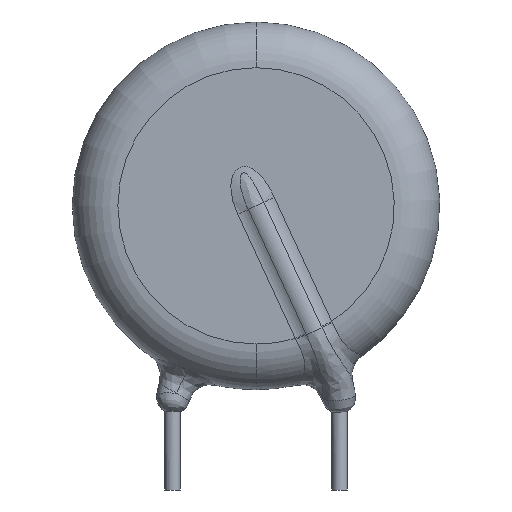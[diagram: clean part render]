
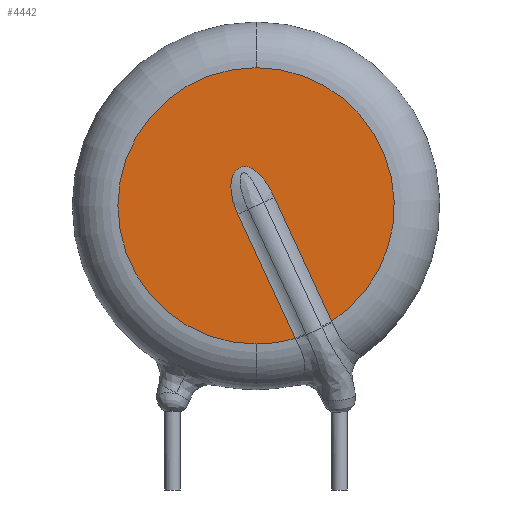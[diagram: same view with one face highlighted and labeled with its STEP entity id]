
A CAD part, front view. The second image highlights one B-rep face of the part: STEP entity #4442.
In plain terms, the highlighted planar face has unit normal (0, -1, 0).
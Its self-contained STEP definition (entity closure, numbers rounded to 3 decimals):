
#117 = CARTESIAN_POINT ( 'NONE',  ( -0.845, -2.05, 10.909 ) ) ;
#473 = LINE ( 'NONE', #9725, #2907 ) ;
#763 = CARTESIAN_POINT ( 'NONE',  ( 1.763, -2.05, 3.306 ) ) ;
#1133 = VERTEX_POINT ( 'NONE', #763 ) ;
#1290 = CARTESIAN_POINT ( 'NONE',  ( -1.14, -2.05, 10.129 ) ) ;
#1434 = CARTESIAN_POINT ( 'NONE',  ( 0., -2.05, 9.25 ) ) ;
#1454 = CARTESIAN_POINT ( 'NONE',  ( -0.3, -2.05, 10.984 ) ) ;
#1663 = FACE_OUTER_BOUND ( 'NONE', #2850, .T. ) ;
#1676 = CIRCLE ( 'NONE', #13132, 6.2 ) ;
#2140 = DIRECTION ( 'NONE',  ( 0., 0., 1. ) ) ;
#2607 = ORIENTED_EDGE ( 'NONE', *, *, #6286, .F. ) ;
#2663 = EDGE_CURVE ( 'NONE', #13610, #3442, #8121, .T. ) ;
#2747 = AXIS2_PLACEMENT_3D ( 'NONE', #16398, #16489, #2140 ) ;
#2850 = EDGE_LOOP ( 'NONE', ( #12219, #14920, #11590, #11451, #9403, #2607 ) ) ;
#2907 = VECTOR ( 'NONE', #3159, 1000. ) ;
#2967 = CARTESIAN_POINT ( 'NONE',  ( -0.964, -2.05, 9.215 ) ) ;
#3159 = DIRECTION ( 'NONE',  ( -0.421, 0., 0.907 ) ) ;
#3419 = CARTESIAN_POINT ( 'NONE',  ( 0., -2.05, 15.45 ) ) ;
#3442 = VERTEX_POINT ( 'NONE', #11964 ) ;
#4126 = CIRCLE ( 'NONE', #2747, 6.2 ) ;
#4199 = CARTESIAN_POINT ( 'NONE',  ( 0.818, -2.05, 9.629 ) ) ;
#4442 = ADVANCED_FACE ( 'NONE', ( #1663 ), #9002, .F. ) ;
#5220 = CARTESIAN_POINT ( 'NONE',  ( -1.056, -2.05, 10.593 ) ) ;
#5317 = CARTESIAN_POINT ( 'NONE',  ( -0.68, -2.05, 11.001 ) ) ;
#5412 = AXIS2_PLACEMENT_3D ( 'NONE', #6232, #12873, #10128 ) ;
#5482 = CARTESIAN_POINT ( 'NONE',  ( -0.897, -2.05, 9.041 ) ) ;
#6232 = CARTESIAN_POINT ( 'NONE',  ( 0., -2.05, 9.25 ) ) ;
#6286 = EDGE_CURVE ( 'NONE', #7395, #7065, #1676, .T. ) ;
#6758 = CARTESIAN_POINT ( 'NONE',  ( 0., -2.05, 3.05 ) ) ;
#7013 = EDGE_CURVE ( 'NONE', #1133, #7395, #4126, .T. ) ;
#7065 = VERTEX_POINT ( 'NONE', #3419 ) ;
#7261 = CARTESIAN_POINT ( 'NONE',  ( 3.398, -2.05, 4.064 ) ) ;
#7395 = VERTEX_POINT ( 'NONE', #6758 ) ;
#7743 = EDGE_CURVE ( 'NONE', #7065, #14353, #15779, .T. ) ;
#7845 = CARTESIAN_POINT ( 'NONE',  ( 0.818, -2.05, 9.629 ) ) ;
#7928 = CARTESIAN_POINT ( 'NONE',  ( -1.108, -2.05, 9.753 ) ) ;
#8071 = DIRECTION ( 'NONE',  ( 0., 1., 0. ) ) ;
#8095 = CARTESIAN_POINT ( 'NONE',  ( -0.583, -2.05, 11.022 ) ) ;
#8121 = B_SPLINE_CURVE_WITH_KNOTS ( 'NONE', 3,
 ( #14674, #5482, #2967, #8177, #7928, #1290, #10639, #5220, #11762, #13149, #117, #5317, #8095, #13323, #1454, #10383, #15615, #15783, #9111, #14336, #11850, #7845 ),
 .UNSPECIFIED., .F., .F.,
 ( 4, 2, 2, 2, 2, 2, 2, 2, 2, 2, 4 ),
 ( 0., 0.001, 0.001, 0.002, 0.002, 0.002, 0.003, 0.003, 0.003, 0.004, 0.004 ),
 .UNSPECIFIED. ) ;
#8177 = CARTESIAN_POINT ( 'NONE',  ( -1.069, -2.05, 9.571 ) ) ;
#8675 = EDGE_CURVE ( 'NONE', #1133, #13610, #473, .T. ) ;
#9002 = PLANE ( 'NONE',  #5412 ) ;
#9111 = CARTESIAN_POINT ( 'NONE',  ( 0.456, -2.05, 10.291 ) ) ;
#9116 = EDGE_CURVE ( 'NONE', #3442, #14353, #12118, .T. ) ;
#9403 = ORIENTED_EDGE ( 'NONE', *, *, #7743, .F. ) ;
#9725 = CARTESIAN_POINT ( 'NONE',  ( -0.818, -2.05, 8.871 ) ) ;
#9828 = DIRECTION ( 'NONE',  ( 0., 1., 0. ) ) ;
#10128 = DIRECTION ( 'NONE',  ( 0., 0., 1. ) ) ;
#10383 = CARTESIAN_POINT ( 'NONE',  ( -0.044, -2.05, 10.86 ) ) ;
#10639 = CARTESIAN_POINT ( 'NONE',  ( -1.133, -2.05, 10.318 ) ) ;
#10822 = DIRECTION ( 'NONE',  ( 0.421, 0., -0.907 ) ) ;
#11451 = ORIENTED_EDGE ( 'NONE', *, *, #9116, .T. ) ;
#11590 = ORIENTED_EDGE ( 'NONE', *, *, #2663, .T. ) ;
#11762 = CARTESIAN_POINT ( 'NONE',  ( -1.019, -2.05, 10.681 ) ) ;
#11850 = CARTESIAN_POINT ( 'NONE',  ( 0.738, -2.05, 9.801 ) ) ;
#11964 = CARTESIAN_POINT ( 'NONE',  ( 0.818, -2.05, 9.629 ) ) ;
#12118 = LINE ( 'NONE', #4199, #13847 ) ;
#12219 = ORIENTED_EDGE ( 'NONE', *, *, #7013, .F. ) ;
#12316 = CARTESIAN_POINT ( 'NONE',  ( 0., -2.05, 9.25 ) ) ;
#12873 = DIRECTION ( 'NONE',  ( 0., 1., 0. ) ) ;
#13132 = AXIS2_PLACEMENT_3D ( 'NONE', #1434, #8071, #15678 ) ;
#13149 = CARTESIAN_POINT ( 'NONE',  ( -0.914, -2.05, 10.84 ) ) ;
#13291 = CARTESIAN_POINT ( 'NONE',  ( -0.818, -2.05, 8.871 ) ) ;
#13323 = CARTESIAN_POINT ( 'NONE',  ( -0.392, -2.05, 11.013 ) ) ;
#13610 = VERTEX_POINT ( 'NONE', #13291 ) ;
#13847 = VECTOR ( 'NONE', #10822, 1000. ) ;
#14336 = CARTESIAN_POINT ( 'NONE',  ( 0.651, -2.05, 9.968 ) ) ;
#14353 = VERTEX_POINT ( 'NONE', #7261 ) ;
#14674 = CARTESIAN_POINT ( 'NONE',  ( -0.818, -2.05, 8.871 ) ) ;
#14714 = DIRECTION ( 'NONE',  ( 0., 0., 1. ) ) ;
#14920 = ORIENTED_EDGE ( 'NONE', *, *, #8675, .T. ) ;
#15498 = AXIS2_PLACEMENT_3D ( 'NONE', #12316, #9828, #14714 ) ;
#15615 = CARTESIAN_POINT ( 'NONE',  ( 0.099, -2.05, 10.73 ) ) ;
#15678 = DIRECTION ( 'NONE',  ( 0., 0., 1. ) ) ;
#15779 = CIRCLE ( 'NONE', #15498, 6.2 ) ;
#15783 = CARTESIAN_POINT ( 'NONE',  ( 0.348, -2.05, 10.448 ) ) ;
#16398 = CARTESIAN_POINT ( 'NONE',  ( 0., -2.05, 9.25 ) ) ;
#16489 = DIRECTION ( 'NONE',  ( 0., 1., 0. ) ) ;
